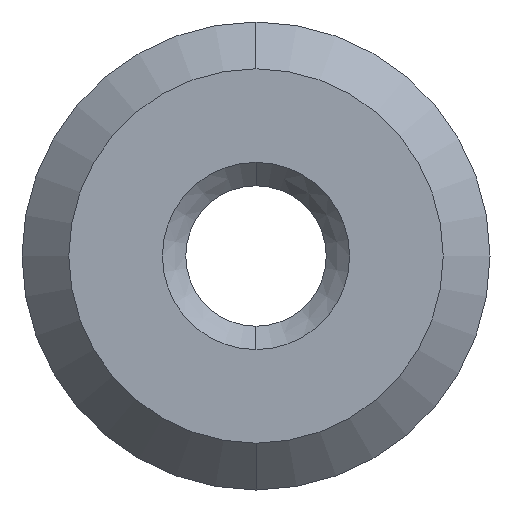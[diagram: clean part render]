
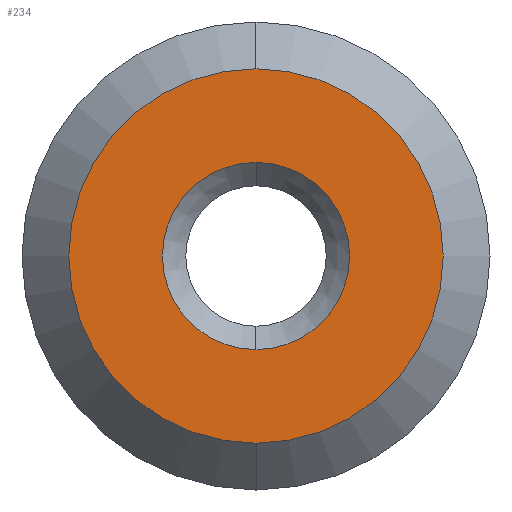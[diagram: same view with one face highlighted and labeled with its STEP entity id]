
A CAD part, left-side view. The second image highlights one B-rep face of the part: STEP entity #234.
In plain terms, the highlighted planar face has unit normal (-1, 0, 0).
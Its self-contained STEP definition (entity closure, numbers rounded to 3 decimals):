
#2 = CARTESIAN_POINT ( 'NONE',  ( 0., 0., 0. ) ) ;
#13 = CARTESIAN_POINT ( 'NONE',  ( 0., 4., 0. ) ) ;
#17 = PLANE ( 'NONE',  #218 ) ;
#22 = CARTESIAN_POINT ( 'NONE',  ( 0., 0., -4. ) ) ;
#30 = VERTEX_POINT ( 'NONE', #428 ) ;
#44 = DIRECTION ( 'NONE',  ( 0., 0., 1. ) ) ;
#60 = EDGE_CURVE ( 'NONE', #30, #325, #327, .T. ) ;
#63 = DIRECTION ( 'NONE',  ( 0., 0., 1. ) ) ;
#64 = CIRCLE ( 'NONE', #184, 8. ) ;
#69 = CIRCLE ( 'NONE', #192, 4. ) ;
#80 = ORIENTED_EDGE ( 'NONE', *, *, #300, .F. ) ;
#117 = VERTEX_POINT ( 'NONE', #197 ) ;
#142 = CARTESIAN_POINT ( 'NONE',  ( 0., 0., -8. ) ) ;
#155 = CARTESIAN_POINT ( 'NONE',  ( 0., 0., 0. ) ) ;
#160 = AXIS2_PLACEMENT_3D ( 'NONE', #155, #264, #44 ) ;
#169 = DIRECTION ( 'NONE',  ( -1., 0., 0. ) ) ;
#170 = DIRECTION ( 'NONE',  ( 0., 0., 1. ) ) ;
#172 = ORIENTED_EDGE ( 'NONE', *, *, #326, .T. ) ;
#178 = CIRCLE ( 'NONE', #223, 4. ) ;
#184 = AXIS2_PLACEMENT_3D ( 'NONE', #442, #169, #170 ) ;
#185 = DIRECTION ( 'NONE',  ( 0., 0., 1. ) ) ;
#192 = AXIS2_PLACEMENT_3D ( 'NONE', #211, #380, #63 ) ;
#197 = CARTESIAN_POINT ( 'NONE',  ( 0., 0., 4. ) ) ;
#211 = CARTESIAN_POINT ( 'NONE',  ( 0., 0., 0. ) ) ;
#218 = AXIS2_PLACEMENT_3D ( 'NONE', #13, #268, #246 ) ;
#220 = ORIENTED_EDGE ( 'NONE', *, *, #60, .T. ) ;
#223 = AXIS2_PLACEMENT_3D ( 'NONE', #2, #359, #185 ) ;
#234 = ADVANCED_FACE ( 'NONE', ( #260, #447 ), #17, .F. ) ;
#246 = DIRECTION ( 'NONE',  ( 0., 0., -1. ) ) ;
#260 = FACE_BOUND ( 'NONE', #356, .T. ) ;
#264 = DIRECTION ( 'NONE',  ( -1., 0., 0. ) ) ;
#268 = DIRECTION ( 'NONE',  ( 1., 0., 0. ) ) ;
#300 = EDGE_CURVE ( 'NONE', #117, #358, #69, .T. ) ;
#325 = VERTEX_POINT ( 'NONE', #142 ) ;
#326 = EDGE_CURVE ( 'NONE', #325, #30, #64, .T. ) ;
#327 = CIRCLE ( 'NONE', #160, 8. ) ;
#356 = EDGE_LOOP ( 'NONE', ( #80, #443 ) ) ;
#358 = VERTEX_POINT ( 'NONE', #22 ) ;
#359 = DIRECTION ( 'NONE',  ( -1., 0., 0. ) ) ;
#380 = DIRECTION ( 'NONE',  ( -1., 0., 0. ) ) ;
#406 = EDGE_CURVE ( 'NONE', #358, #117, #178, .T. ) ;
#421 = EDGE_LOOP ( 'NONE', ( #172, #220 ) ) ;
#428 = CARTESIAN_POINT ( 'NONE',  ( 0., 0., 8. ) ) ;
#442 = CARTESIAN_POINT ( 'NONE',  ( 0., 0., 0. ) ) ;
#443 = ORIENTED_EDGE ( 'NONE', *, *, #406, .F. ) ;
#447 = FACE_OUTER_BOUND ( 'NONE', #421, .T. ) ;
